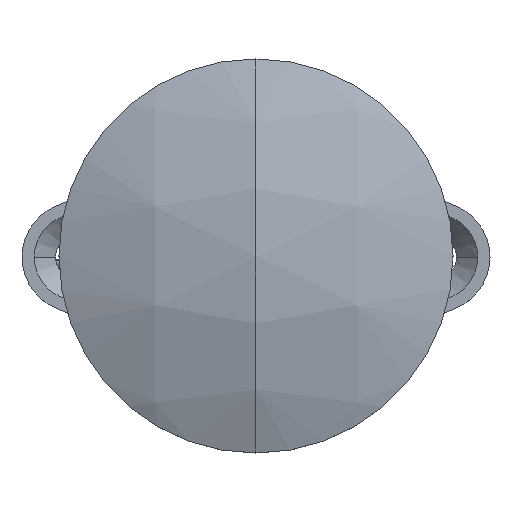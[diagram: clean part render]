
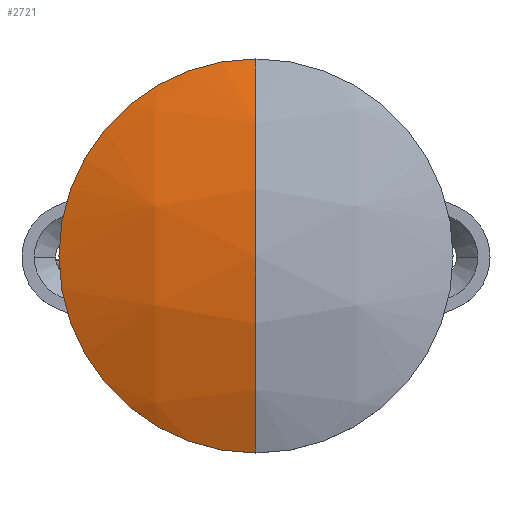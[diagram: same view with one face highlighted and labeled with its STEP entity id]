
A CAD part, top view. The second image highlights one B-rep face of the part: STEP entity #2721.
In plain terms, the highlighted spherical face has radius 60.1 mm.
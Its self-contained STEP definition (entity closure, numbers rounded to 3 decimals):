
#87 = DIRECTION ( 'NONE',  ( 0., 0., 1. ) ) ;
#88 = DIRECTION ( 'NONE',  ( -1., 0., 0. ) ) ;
#94 = EDGE_CURVE ( 'NONE', #796, #536, #1207, .T. ) ;
#141 = DIRECTION ( 'NONE',  ( 0., -1., 0. ) ) ;
#396 = CIRCLE ( 'NONE', #3451, 24. ) ;
#432 = FACE_OUTER_BOUND ( 'NONE', #746, .T. ) ;
#536 = VERTEX_POINT ( 'NONE', #2659 ) ;
#599 = CARTESIAN_POINT ( 'NONE',  ( 0., 0., -5. ) ) ;
#641 = DIRECTION ( 'NONE',  ( 0., 1., 0. ) ) ;
#677 = VERTEX_POINT ( 'NONE', #2928 ) ;
#742 = AXIS2_PLACEMENT_3D ( 'NONE', #599, #2462, #867 ) ;
#746 = EDGE_LOOP ( 'NONE', ( #2416, #3424, #1662, #2367 ) ) ;
#796 = VERTEX_POINT ( 'NONE', #2292 ) ;
#867 = DIRECTION ( 'NONE',  ( 1., 0., 0. ) ) ;
#883 = CIRCLE ( 'NONE', #2539, 60.1 ) ;
#941 = EDGE_CURVE ( 'NONE', #677, #1759, #3229, .T. ) ;
#953 = DIRECTION ( 'NONE',  ( 1., 0., 0. ) ) ;
#1207 = CIRCLE ( 'NONE', #742, 24. ) ;
#1282 = AXIS2_PLACEMENT_3D ( 'NONE', #2229, #88, #641 ) ;
#1662 = ORIENTED_EDGE ( 'NONE', *, *, #2798, .T. ) ;
#1684 = CARTESIAN_POINT ( 'NONE',  ( 0., 0., -5. ) ) ;
#1744 = DIRECTION ( 'NONE',  ( -1., 0., 0. ) ) ;
#1746 = CARTESIAN_POINT ( 'NONE',  ( 0., 0., 0. ) ) ;
#1759 = VERTEX_POINT ( 'NONE', #1746 ) ;
#1766 = SPHERICAL_SURFACE ( 'NONE', #1282, 60.1 ) ;
#1960 = DIRECTION ( 'NONE',  ( 1., 0., 0. ) ) ;
#2229 = CARTESIAN_POINT ( 'NONE',  ( 0., 0., -60.1 ) ) ;
#2292 = CARTESIAN_POINT ( 'NONE',  ( -24., 0., -5. ) ) ;
#2323 = EDGE_CURVE ( 'NONE', #677, #796, #396, .T. ) ;
#2340 = AXIS2_PLACEMENT_3D ( 'NONE', #2973, #953, #2841 ) ;
#2367 = ORIENTED_EDGE ( 'NONE', *, *, #941, .F. ) ;
#2416 = ORIENTED_EDGE ( 'NONE', *, *, #2323, .T. ) ;
#2462 = DIRECTION ( 'NONE',  ( 0., 0., 1. ) ) ;
#2539 = AXIS2_PLACEMENT_3D ( 'NONE', #3389, #1744, #141 ) ;
#2659 = CARTESIAN_POINT ( 'NONE',  ( 0., -24., -5. ) ) ;
#2721 = ADVANCED_FACE ( 'NONE', ( #432 ), #1766, .T. ) ;
#2798 = EDGE_CURVE ( 'NONE', #536, #1759, #883, .T. ) ;
#2841 = DIRECTION ( 'NONE',  ( 0., 0., -1. ) ) ;
#2928 = CARTESIAN_POINT ( 'NONE',  ( 0., 24., -5. ) ) ;
#2973 = CARTESIAN_POINT ( 'NONE',  ( 0., 0., -60.1 ) ) ;
#3229 = CIRCLE ( 'NONE', #2340, 60.1 ) ;
#3389 = CARTESIAN_POINT ( 'NONE',  ( 0., 0., -60.1 ) ) ;
#3424 = ORIENTED_EDGE ( 'NONE', *, *, #94, .T. ) ;
#3451 = AXIS2_PLACEMENT_3D ( 'NONE', #1684, #87, #1960 ) ;
